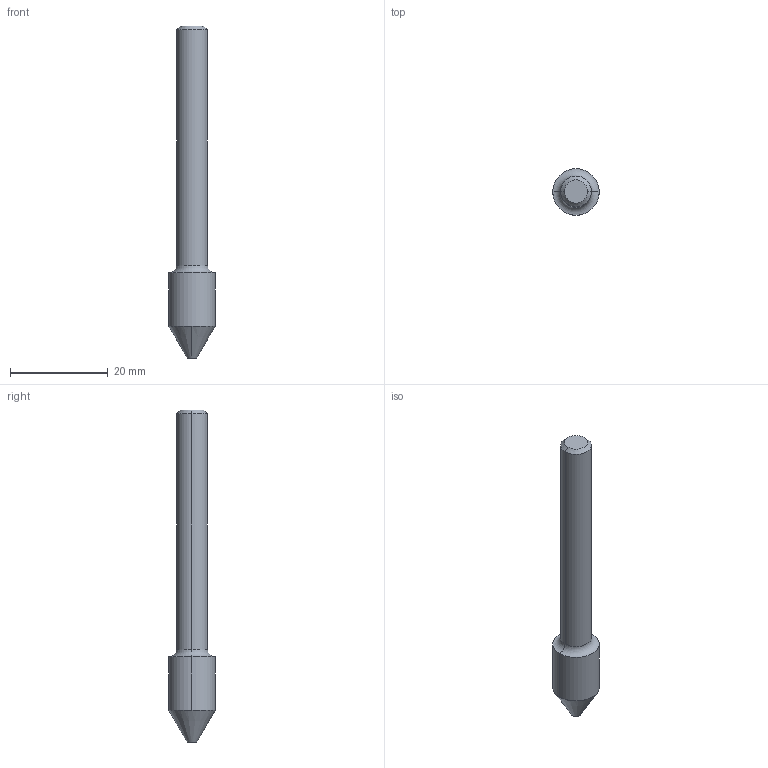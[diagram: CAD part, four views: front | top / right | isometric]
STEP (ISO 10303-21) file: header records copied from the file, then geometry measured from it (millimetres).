
FILE_DESCRIPTION (( 'STEP AP203' ), '1' );
FILE_NAME ('74158.STEP', '2025-06-20T12:29:18', ( '' ), ( '' ), 'SwSTEP 2.0', 'SolidWorks 2024', '' );
FILE_SCHEMA (( 'CONFIG_CONTROL_DESIGN' ));
Length unit declared in the file: inch
Products named in the file (1): 74158
Bounding box: 9.53 x 9.53 x 68.07 mm (x, y, z)
Volume: 2584.4 mm3; surface area: 1667.9 mm2
Topology: 2 solids, 2 shells, 18 faces, 32 edges, 18 vertices
Faces by surface type: cone 8, plane 4, cylinder 4, torus 2
Entity records: 513 total; most frequent: DIRECTION 90, CARTESIAN_POINT 69, ORIENTED_EDGE 64, AXIS2_PLACEMENT_3D 39, EDGE_CURVE 32, CIRCLE 20, FACE_OUTER_BOUND 18, VERTEX_POINT 18
